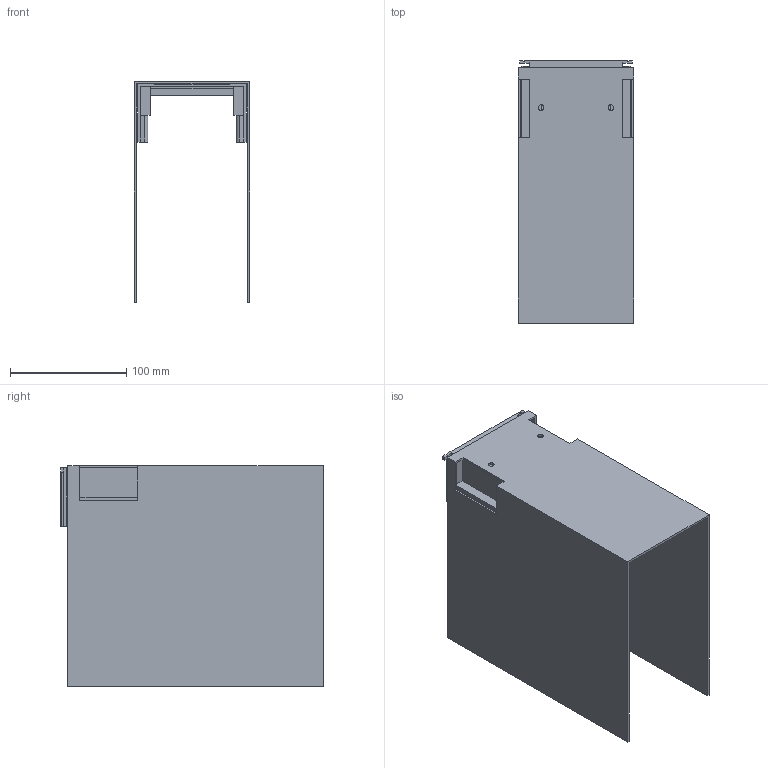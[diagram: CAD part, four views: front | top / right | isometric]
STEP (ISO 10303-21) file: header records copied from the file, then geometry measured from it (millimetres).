
FILE_DESCRIPTION(('CATIA V5 STEP'),'2;1');
FILE_NAME('L8950673_L.stp','2020-07-09T06:53:41+00:00',('none'),('Jean Müller GmbH'),'CATIA Version 5 Release 19 SP 9 (IN-10)','CATIA V5 STEP AP214','none');
FILE_SCHEMA(('AUTOMOTIVE_DESIGN { 1 0 10303 214 1 1 1 1 }'));
Length unit declared in the file: millimetre
Products named in the file (3): L8950673_L_Anschlussraumabdeckung HA220-SL123/10; 43576_01_L_Anschlussraumabdeckung; 33614_01_L_Halter HA-SL123
Assembly tree (2 placements, depth 2):
  L8950673_L_Anschlussraumabdeckung HA220-SL123/10
    43576_01_L_Anschlussraumabdeckung
    33614_01_L_Halter HA-SL123
Bounding box: 99 x 226.06 x 190 mm (x, y, z)
Volume: 233405.1 mm3; surface area: 239594.2 mm2
Topology: 2 solids, 2 shells, 116 faces, 344 edges, 226 vertices
Faces by surface type: plane 96, cylinder 16, cone 4
Entity records: 4636 total; most frequent: CARTESIAN_POINT 744, ORIENTED_EDGE 684, DIRECTION 534, EDGE_CURVE 342, VECTOR 294, LINE 294, VERTEX_POINT 226, AXIS2_PLACEMENT_3D 139
